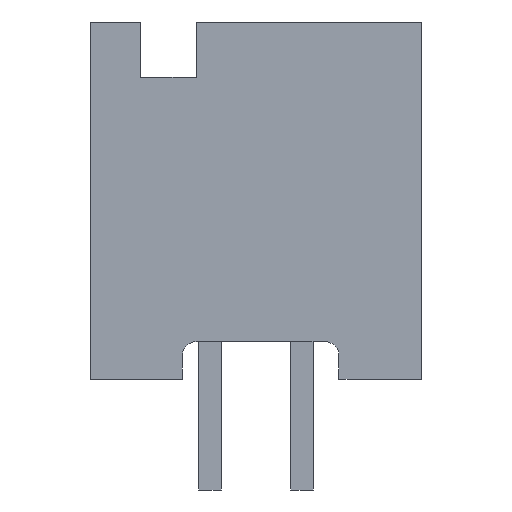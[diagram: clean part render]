
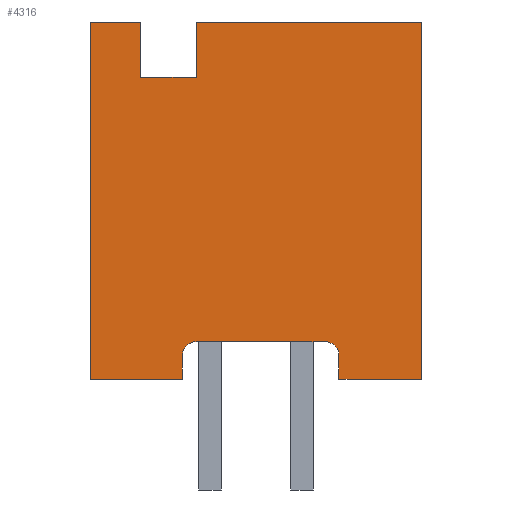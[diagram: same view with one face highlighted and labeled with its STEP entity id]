
A CAD part, left-side view. The second image highlights one B-rep face of the part: STEP entity #4316.
In plain terms, the highlighted planar face has unit normal (-1, 0, 0).
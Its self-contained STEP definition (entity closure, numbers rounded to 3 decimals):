
#88=DIRECTION('',(0.,-1.,0.));
#89=VECTOR('',#88,1.397);
#90=CARTESIAN_POINT('',(-10.16,4.572,0.));
#91=LINE('',#90,#89);
#132=DIRECTION('',(0.,-1.,0.));
#133=VECTOR('',#132,6.223);
#134=CARTESIAN_POINT('',(-10.16,1.651,0.));
#135=LINE('',#134,#133);
#396=DIRECTION('',(0.,-1.,0.));
#397=VECTOR('',#396,3.556);
#398=CARTESIAN_POINT('',(-10.16,1.651,-8.814));
#399=LINE('',#398,#397);
#1312=DIRECTION('',(0.,0.,-1.));
#1313=VECTOR('',#1312,0.66);
#1314=CARTESIAN_POINT('',(-10.16,2.032,-9.195));
#1315=LINE('',#1314,#1313);
#1316=DIRECTION('',(0.,0.,1.));
#1317=VECTOR('',#1316,9.855);
#1318=CARTESIAN_POINT('',(-10.16,4.572,-9.855));
#1319=LINE('',#1318,#1317);
#1320=DIRECTION('',(0.,0.,-1.));
#1321=VECTOR('',#1320,1.524);
#1322=CARTESIAN_POINT('',(-10.16,3.175,0.));
#1323=LINE('',#1322,#1321);
#1324=DIRECTION('',(0.,1.,0.));
#1325=VECTOR('',#1324,1.524);
#1326=CARTESIAN_POINT('',(-10.16,1.651,-1.524));
#1327=LINE('',#1326,#1325);
#1328=DIRECTION('',(0.,0.,-1.));
#1329=VECTOR('',#1328,1.524);
#1330=CARTESIAN_POINT('',(-10.16,1.651,0.));
#1331=LINE('',#1330,#1329);
#1337=CARTESIAN_POINT('',(-10.16,1.651,-9.195));
#1338=DIRECTION('',(1.,0.,0.));
#1339=DIRECTION('',(0.,1.,0.));
#1340=AXIS2_PLACEMENT_3D('',#1337,#1338,#1339);
#1362=DIRECTION('',(0.,1.,0.));
#1363=VECTOR('',#1362,2.54);
#1364=CARTESIAN_POINT('',(-10.16,2.032,-9.855));
#1365=LINE('',#1364,#1363);
#1374=DIRECTION('',(0.,1.,0.));
#1375=VECTOR('',#1374,2.286);
#1376=CARTESIAN_POINT('',(-10.16,-4.572,-9.855));
#1377=LINE('',#1376,#1375);
#1426=DIRECTION('',(0.,0.,1.));
#1427=VECTOR('',#1426,9.855);
#1428=CARTESIAN_POINT('',(-10.16,-4.572,-9.855));
#1429=LINE('',#1428,#1427);
#1442=CARTESIAN_POINT('',(-10.16,-1.905,-9.195));
#1443=DIRECTION('',(1.,0.,0.));
#1444=DIRECTION('',(0.,0.,1.));
#1445=AXIS2_PLACEMENT_3D('',#1442,#1443,#1444);
#1456=DIRECTION('',(0.,0.,-1.));
#1457=VECTOR('',#1456,0.66);
#1458=CARTESIAN_POINT('',(-10.16,-2.286,-9.195));
#1459=LINE('',#1458,#1457);
#1828=CARTESIAN_POINT('',(-10.16,-4.572,0.));
#1830=VERTEX_POINT('',#1828);
#1848=CARTESIAN_POINT('',(-10.16,4.572,-9.855));
#1850=VERTEX_POINT('',#1848);
#1854=CARTESIAN_POINT('',(-10.16,2.032,-9.855));
#1855=VERTEX_POINT('',#1854);
#1856=CARTESIAN_POINT('',(-10.16,-4.572,-9.855));
#1857=CARTESIAN_POINT('',(-10.16,-2.286,-9.855));
#1858=VERTEX_POINT('',#1856);
#1859=VERTEX_POINT('',#1857);
#1884=CARTESIAN_POINT('',(-10.16,4.572,0.));
#1885=VERTEX_POINT('',#1884);
#1916=CARTESIAN_POINT('',(-10.16,1.651,0.));
#1917=CARTESIAN_POINT('',(-10.16,1.651,-1.524));
#1918=VERTEX_POINT('',#1916);
#1919=VERTEX_POINT('',#1917);
#1920=CARTESIAN_POINT('',(-10.16,3.175,-1.524));
#1921=VERTEX_POINT('',#1920);
#1922=CARTESIAN_POINT('',(-10.16,3.175,0.));
#1923=VERTEX_POINT('',#1922);
#2066=CARTESIAN_POINT('',(-10.16,1.651,-8.814));
#2068=VERTEX_POINT('',#2066);
#2070=CARTESIAN_POINT('',(-10.16,2.032,-9.195));
#2072=VERTEX_POINT('',#2070);
#2073=CARTESIAN_POINT('',(-10.16,-1.905,-8.814));
#2075=VERTEX_POINT('',#2073);
#2077=CARTESIAN_POINT('',(-10.16,-2.286,-9.195));
#2079=VERTEX_POINT('',#2077);
#4286=CARTESIAN_POINT('',(-10.16,4.572,0.));
#4287=DIRECTION('',(-1.,0.,0.));
#4288=DIRECTION('',(0.,-1.,0.));
#4289=AXIS2_PLACEMENT_3D('',#4286,#4287,#4288);
#4290=PLANE('',#4289);
#4291=ORIENTED_EDGE('',*,*,#2566,.F.);
#4293=ORIENTED_EDGE('',*,*,#4292,.F.);
#4295=ORIENTED_EDGE('',*,*,#4294,.T.);
#4297=ORIENTED_EDGE('',*,*,#4296,.T.);
#4298=ORIENTED_EDGE('',*,*,#2527,.T.);
#4299=ORIENTED_EDGE('',*,*,#2403,.T.);
#4301=ORIENTED_EDGE('',*,*,#4300,.T.);
#4303=ORIENTED_EDGE('',*,*,#4302,.F.);
#4304=ORIENTED_EDGE('',*,*,#4260,.F.);
#4305=ORIENTED_EDGE('',*,*,#2443,.T.);
#4307=ORIENTED_EDGE('',*,*,#4306,.F.);
#4309=ORIENTED_EDGE('',*,*,#4308,.T.);
#4311=ORIENTED_EDGE('',*,*,#4310,.F.);
#4313=ORIENTED_EDGE('',*,*,#4312,.F.);
#4314=EDGE_LOOP('',(#4291,#4293,#4295,#4297,#4298,#4299,#4301,#4303,#4304,#4305,
#4307,#4309,#4311,#4313));
#4315=FACE_OUTER_BOUND('',#4314,.F.);
#4316=ADVANCED_FACE('',(#4315),#4290,.T.);
#1341=CIRCLE('',#1340,0.381);
#1446=CIRCLE('',#1445,0.381);
#2403=EDGE_CURVE('',#1885,#1923,#91,.T.);
#2443=EDGE_CURVE('',#1918,#1830,#135,.T.);
#2527=EDGE_CURVE('',#1850,#1885,#1319,.T.);
#2566=EDGE_CURVE('',#2068,#2075,#399,.T.);
#4260=EDGE_CURVE('',#1918,#1919,#1331,.T.);
#4292=EDGE_CURVE('',#2072,#2068,#1341,.T.);
#4294=EDGE_CURVE('',#2072,#1855,#1315,.T.);
#4296=EDGE_CURVE('',#1855,#1850,#1365,.T.);
#4300=EDGE_CURVE('',#1923,#1921,#1323,.T.);
#4302=EDGE_CURVE('',#1919,#1921,#1327,.T.);
#4306=EDGE_CURVE('',#1858,#1830,#1429,.T.);
#4308=EDGE_CURVE('',#1858,#1859,#1377,.T.);
#4310=EDGE_CURVE('',#2079,#1859,#1459,.T.);
#4312=EDGE_CURVE('',#2075,#2079,#1446,.T.);
